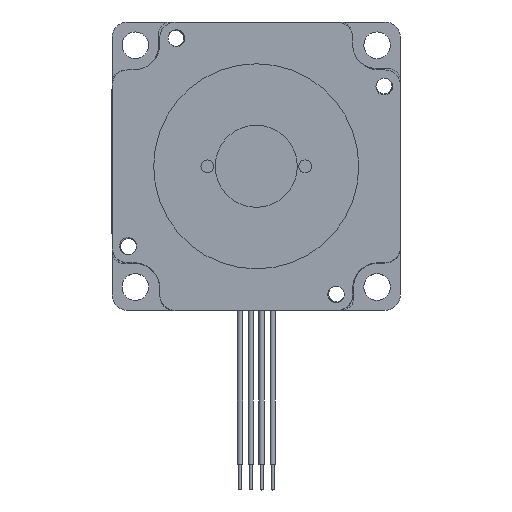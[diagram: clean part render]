
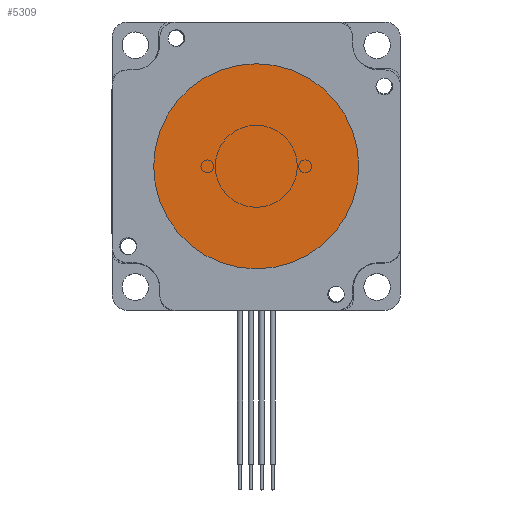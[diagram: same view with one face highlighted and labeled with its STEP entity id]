
A CAD part, top view. The second image highlights one B-rep face of the part: STEP entity #5309.
In plain terms, the highlighted face is planar.
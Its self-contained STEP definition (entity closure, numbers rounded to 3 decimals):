
#2718 = CIRCLE ( 'NONE', #41024, 20. ) ;
#4472 = PLANE ( 'NONE',  #34785 ) ;
#5309 = ADVANCED_FACE ( 'NONE', ( #28925 ), #4472, .F. ) ;
#5471 = EDGE_CURVE ( 'NONE', #20918, #18732, #40686, .T. ) ;
#5491 = ORIENTED_EDGE ( 'NONE', *, *, #5471, .T. ) ;
#11075 = CARTESIAN_POINT ( 'NONE',  ( -20., 0., 0. ) ) ;
#12890 = DIRECTION ( 'NONE',  ( 0., 0., -1. ) ) ;
#18732 = VERTEX_POINT ( 'NONE', #33188 ) ;
#18801 = EDGE_CURVE ( 'NONE', #18732, #20918, #2718, .T. ) ;
#20918 = VERTEX_POINT ( 'NONE', #11075 ) ;
#23503 = CARTESIAN_POINT ( 'NONE',  ( 0., 0., 0. ) ) ;
#25238 = DIRECTION ( 'NONE',  ( 0., 0., 1. ) ) ;
#26679 = AXIS2_PLACEMENT_3D ( 'NONE', #33765, #36775, #40918 ) ;
#27445 = ORIENTED_EDGE ( 'NONE', *, *, #18801, .T. ) ;
#28925 = FACE_OUTER_BOUND ( 'NONE', #40389, .T. ) ;
#29151 = CARTESIAN_POINT ( 'NONE',  ( 0., 0., 0. ) ) ;
#33188 = CARTESIAN_POINT ( 'NONE',  ( 20., 0., 0. ) ) ;
#33765 = CARTESIAN_POINT ( 'NONE',  ( 0., 0., 0. ) ) ;
#34785 = AXIS2_PLACEMENT_3D ( 'NONE', #29151, #25238, #39316 ) ;
#36775 = DIRECTION ( 'NONE',  ( 0., 0., -1. ) ) ;
#37580 = DIRECTION ( 'NONE',  ( -1., 0., 0. ) ) ;
#39316 = DIRECTION ( 'NONE',  ( 1., 0., 0. ) ) ;
#40389 = EDGE_LOOP ( 'NONE', ( #5491, #27445 ) ) ;
#40686 = CIRCLE ( 'NONE', #26679, 20. ) ;
#40918 = DIRECTION ( 'NONE',  ( -1., 0., 0. ) ) ;
#41024 = AXIS2_PLACEMENT_3D ( 'NONE', #23503, #12890, #37580 ) ;
